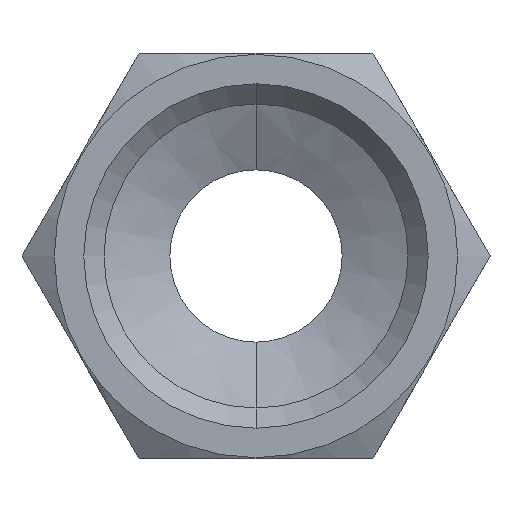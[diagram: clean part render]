
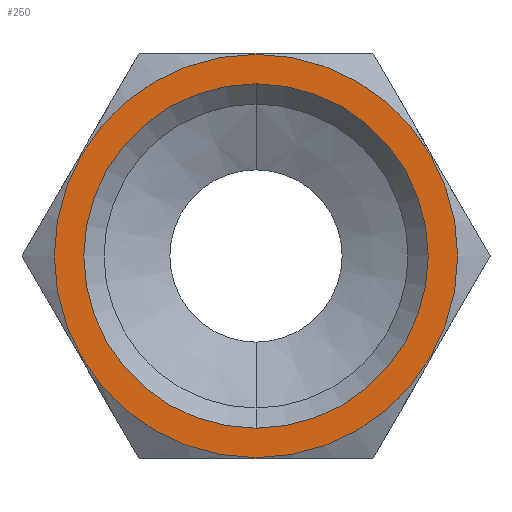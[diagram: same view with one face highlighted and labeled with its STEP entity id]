
A CAD part, front view. The second image highlights one B-rep face of the part: STEP entity #250.
In plain terms, the highlighted planar face has unit normal (0, -1, 0).
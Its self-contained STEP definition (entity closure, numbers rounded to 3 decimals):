
#15 = DIRECTION ( 'NONE',  ( 0., 0., -1. ) ) ;
#16 = DIRECTION ( 'NONE',  ( 0., -1., 0. ) ) ;
#17 = CARTESIAN_POINT ( 'NONE',  ( 0., 0., 0. ) ) ;
#34 = DIRECTION ( 'NONE',  ( 0., 0., -1. ) ) ;
#35 = DIRECTION ( 'NONE',  ( 0., -1., 0. ) ) ;
#37 = CARTESIAN_POINT ( 'NONE',  ( 0., 0., 0. ) ) ;
#90 = EDGE_CURVE ( 'NONE', #1313, #1314, #1811, .T. ) ;
#106 = EDGE_CURVE ( 'NONE', #1323, #1324, #1826, .T. ) ;
#169 = EDGE_CURVE ( 'NONE', #1314, #1313, #1740, .T. ) ;
#170 = EDGE_CURVE ( 'NONE', #1324, #1323, #1742, .T. ) ;
#250 = ADVANCED_FACE ( 'NONE', ( #355, #354 ), #805, .T. ) ;
#354 = FACE_OUTER_BOUND ( 'NONE', #1257, .T. ) ;
#355 = FACE_BOUND ( 'NONE', #1256, .T. ) ;
#398 = AXIS2_PLACEMENT_3D ( 'NONE', #806, #807, #808 ) ;
#805 = PLANE ( 'NONE',  #398 ) ;
#806 = CARTESIAN_POINT ( 'NONE',  ( 9.95, 0., 0. ) ) ;
#807 = DIRECTION ( 'NONE',  ( 0., -1., 0. ) ) ;
#808 = DIRECTION ( 'NONE',  ( 0., 0., -1. ) ) ;
#1068 = ORIENTED_EDGE ( 'NONE', *, *, #170, .T. ) ;
#1069 = ORIENTED_EDGE ( 'NONE', *, *, #169, .F. ) ;
#1071 = ORIENTED_EDGE ( 'NONE', *, *, #90, .F. ) ;
#1073 = ORIENTED_EDGE ( 'NONE', *, *, #106, .T. ) ;
#1256 = EDGE_LOOP ( 'NONE', ( #1069, #1071 ) ) ;
#1257 = EDGE_LOOP ( 'NONE', ( #1068, #1073 ) ) ;
#1313 = VERTEX_POINT ( 'NONE', #1632 ) ;
#1314 = VERTEX_POINT ( 'NONE', #1633 ) ;
#1323 = VERTEX_POINT ( 'NONE', #1642 ) ;
#1324 = VERTEX_POINT ( 'NONE', #1643 ) ;
#1632 = CARTESIAN_POINT ( 'NONE',  ( 0., 0., 8.5 ) ) ;
#1633 = CARTESIAN_POINT ( 'NONE',  ( 0., 0., -8.5 ) ) ;
#1642 = CARTESIAN_POINT ( 'NONE',  ( 0., 0., -9.95 ) ) ;
#1643 = CARTESIAN_POINT ( 'NONE',  ( 0., 0., 9.95 ) ) ;
#1736 = AXIS2_PLACEMENT_3D ( 'NONE', #2063, #2064, #2065 ) ;
#1738 = AXIS2_PLACEMENT_3D ( 'NONE', #2060, #2061, #2062 ) ;
#1740 = CIRCLE ( 'NONE', #1738, 8.5 ) ;
#1742 = CIRCLE ( 'NONE', #1736, 9.95 ) ;
#1811 = CIRCLE ( 'NONE', #1818, 8.5 ) ;
#1818 = AXIS2_PLACEMENT_3D ( 'NONE', #37, #35, #34 ) ;
#1824 = AXIS2_PLACEMENT_3D ( 'NONE', #17, #16, #15 ) ;
#1826 = CIRCLE ( 'NONE', #1824, 9.95 ) ;
#2060 = CARTESIAN_POINT ( 'NONE',  ( 0., 0., 0. ) ) ;
#2061 = DIRECTION ( 'NONE',  ( 0., -1., 0. ) ) ;
#2062 = DIRECTION ( 'NONE',  ( 0., 0., -1. ) ) ;
#2063 = CARTESIAN_POINT ( 'NONE',  ( 0., 0., 0. ) ) ;
#2064 = DIRECTION ( 'NONE',  ( 0., -1., 0. ) ) ;
#2065 = DIRECTION ( 'NONE',  ( 0., 0., -1. ) ) ;
